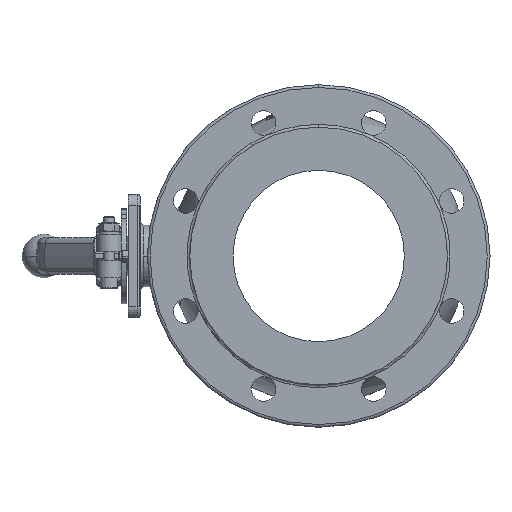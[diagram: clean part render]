
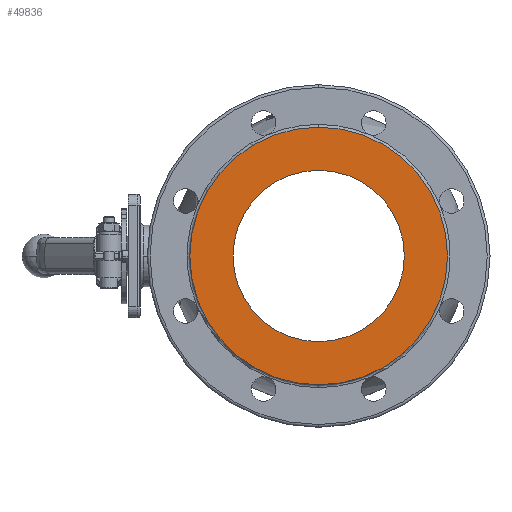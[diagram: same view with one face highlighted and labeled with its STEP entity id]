
A CAD part, left-side view. The second image highlights one B-rep face of the part: STEP entity #49836.
In plain terms, the highlighted planar face has unit normal (-1, 0, 0).
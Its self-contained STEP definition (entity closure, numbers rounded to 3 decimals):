
#1619 = DIRECTION ( 'NONE',  ( 0., 1., 0. ) ) ;
#2647 = CARTESIAN_POINT ( 'NONE',  ( -71.5, -7., 62.5 ) ) ;
#3292 = AXIS2_PLACEMENT_3D ( 'NONE', #20852, #45608, #45099 ) ;
#5273 = CARTESIAN_POINT ( 'NONE',  ( -71.5, -7., -62.5 ) ) ;
#5860 = CARTESIAN_POINT ( 'NONE',  ( -71.5, -101., 0. ) ) ;
#6689 = AXIS2_PLACEMENT_3D ( 'NONE', #36952, #13490, #29825 ) ;
#6715 = DIRECTION ( 'NONE',  ( 1., 0., 0. ) ) ;
#7976 = EDGE_LOOP ( 'NONE', ( #41244, #50811 ) ) ;
#9274 = EDGE_LOOP ( 'NONE', ( #12118, #33195 ) ) ;
#10247 = CIRCLE ( 'NONE', #11928, 94. ) ;
#11928 = AXIS2_PLACEMENT_3D ( 'NONE', #32730, #29823, #1619 ) ;
#12118 = ORIENTED_EDGE ( 'NONE', *, *, #26962, .F. ) ;
#13047 = VERTEX_POINT ( 'NONE', #26312 ) ;
#13490 = DIRECTION ( 'NONE',  ( 1., 0., 0. ) ) ;
#14695 = DIRECTION ( 'NONE',  ( -1., 0., 0. ) ) ;
#15255 = EDGE_CURVE ( 'NONE', #34158, #37028, #52095, .T. ) ;
#19930 = PLANE ( 'NONE',  #49345 ) ;
#20852 = CARTESIAN_POINT ( 'NONE',  ( -71.5, -7., 0. ) ) ;
#23373 = CARTESIAN_POINT ( 'NONE',  ( -71.5, 40., 0. ) ) ;
#26051 = CIRCLE ( 'NONE', #3292, 94. ) ;
#26312 = CARTESIAN_POINT ( 'NONE',  ( -71.5, 87., 0. ) ) ;
#26962 = EDGE_CURVE ( 'NONE', #13047, #44776, #26051, .T. ) ;
#27780 = CARTESIAN_POINT ( 'NONE',  ( -71.5, -7., 0. ) ) ;
#27844 = FACE_OUTER_BOUND ( 'NONE', #9274, .T. ) ;
#29823 = DIRECTION ( 'NONE',  ( 1., 0., 0. ) ) ;
#29825 = DIRECTION ( 'NONE',  ( 0., 0., 1. ) ) ;
#32299 = EDGE_CURVE ( 'NONE', #44776, #13047, #10247, .T. ) ;
#32730 = CARTESIAN_POINT ( 'NONE',  ( -71.5, -7., 0. ) ) ;
#33195 = ORIENTED_EDGE ( 'NONE', *, *, #32299, .F. ) ;
#34158 = VERTEX_POINT ( 'NONE', #5273 ) ;
#35238 = CIRCLE ( 'NONE', #47008, 62.5 ) ;
#35427 = DIRECTION ( 'NONE',  ( 0., 0., 1. ) ) ;
#35439 = EDGE_CURVE ( 'NONE', #37028, #34158, #35238, .T. ) ;
#36952 = CARTESIAN_POINT ( 'NONE',  ( -71.5, -7., 0. ) ) ;
#37028 = VERTEX_POINT ( 'NONE', #2647 ) ;
#41244 = ORIENTED_EDGE ( 'NONE', *, *, #15255, .T. ) ;
#44776 = VERTEX_POINT ( 'NONE', #5860 ) ;
#45099 = DIRECTION ( 'NONE',  ( 0., 1., 0. ) ) ;
#45608 = DIRECTION ( 'NONE',  ( 1., 0., 0. ) ) ;
#46837 = DIRECTION ( 'NONE',  ( 0., 0., 1. ) ) ;
#47008 = AXIS2_PLACEMENT_3D ( 'NONE', #27780, #6715, #35427 ) ;
#47094 = FACE_BOUND ( 'NONE', #7976, .T. ) ;
#49345 = AXIS2_PLACEMENT_3D ( 'NONE', #23373, #14695, #46837 ) ;
#49836 = ADVANCED_FACE ( 'NONE', ( #27844, #47094 ), #19930, .T. ) ;
#50811 = ORIENTED_EDGE ( 'NONE', *, *, #35439, .T. ) ;
#52095 = CIRCLE ( 'NONE', #6689, 62.5 ) ;
